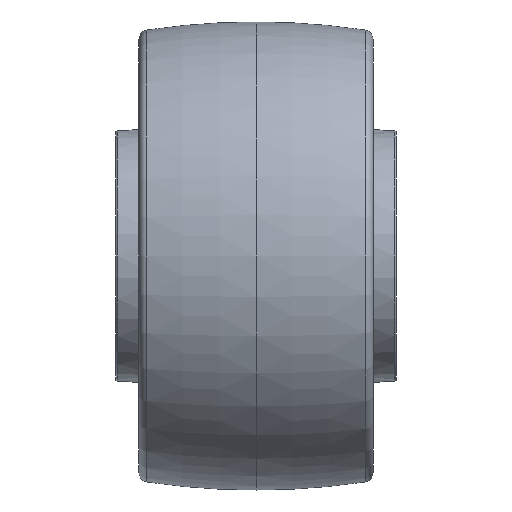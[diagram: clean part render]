
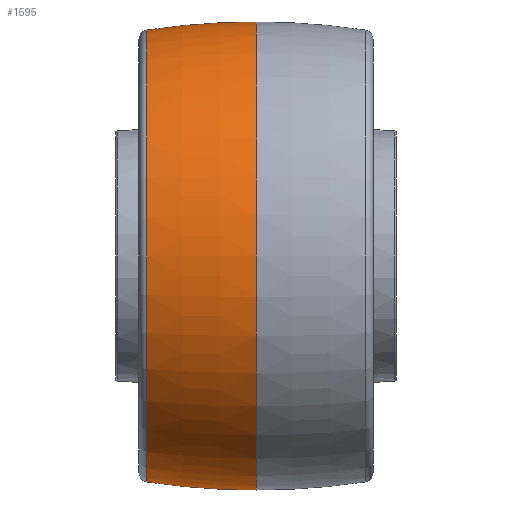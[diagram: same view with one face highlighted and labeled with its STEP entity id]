
A CAD part, front view. The second image highlights one B-rep face of the part: STEP entity #1595.
In plain terms, the highlighted toroidal (fillet/blend) face has major radius 99.999 mm and minor radius 150 mm.
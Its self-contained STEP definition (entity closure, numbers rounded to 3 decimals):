
#38 = EDGE_LOOP ( 'NONE', ( #167, #1599, #1172, #1144 ) ) ;
#93 = FACE_OUTER_BOUND ( 'NONE', #38, .T. ) ;
#160 = AXIS2_PLACEMENT_3D ( 'NONE', #1558, #701, #388 ) ;
#167 = ORIENTED_EDGE ( 'NONE', *, *, #325, .F. ) ;
#267 = CARTESIAN_POINT ( 'NONE',  ( -23.303, 0., 48.27 ) ) ;
#297 = CARTESIAN_POINT ( 'NONE',  ( -0.58, 0., 0. ) ) ;
#325 = EDGE_CURVE ( 'NONE', #1016, #389, #1030, .T. ) ;
#372 = DIRECTION ( 'NONE',  ( 0., 1., 0. ) ) ;
#388 = DIRECTION ( 'NONE',  ( 0., 0., -1. ) ) ;
#389 = VERTEX_POINT ( 'NONE', #1165 ) ;
#434 = AXIS2_PLACEMENT_3D ( 'NONE', #1092, #1670, #1122 ) ;
#437 = DIRECTION ( 'NONE',  ( 0., 0., 1. ) ) ;
#499 = CIRCLE ( 'NONE', #1305, 50. ) ;
#580 = VERTEX_POINT ( 'NONE', #267 ) ;
#653 = CIRCLE ( 'NONE', #160, 48.27 ) ;
#701 = DIRECTION ( 'NONE',  ( 1., 0., 0. ) ) ;
#705 = DIRECTION ( 'NONE',  ( -1., 0., 0. ) ) ;
#837 = CARTESIAN_POINT ( 'NONE',  ( -0.58, 0., 99.999 ) ) ;
#871 = DIRECTION ( 'NONE',  ( -1., 0., 0. ) ) ;
#1016 = VERTEX_POINT ( 'NONE', #1381 ) ;
#1030 = CIRCLE ( 'NONE', #1650, 150. ) ;
#1092 = CARTESIAN_POINT ( 'NONE',  ( -0.58, 0., -99.999 ) ) ;
#1122 = DIRECTION ( 'NONE',  ( 0., 0., -1. ) ) ;
#1128 = TOROIDAL_SURFACE ( 'NONE', #1365, -99.999, 150. ) ;
#1144 = ORIENTED_EDGE ( 'NONE', *, *, #1255, .T. ) ;
#1165 = CARTESIAN_POINT ( 'NONE',  ( -23.303, 0., -48.27 ) ) ;
#1172 = ORIENTED_EDGE ( 'NONE', *, *, #1259, .T. ) ;
#1190 = CARTESIAN_POINT ( 'NONE',  ( 0., 0., 50. ) ) ;
#1248 = CIRCLE ( 'NONE', #434, 150. ) ;
#1255 = EDGE_CURVE ( 'NONE', #580, #389, #653, .T. ) ;
#1259 = EDGE_CURVE ( 'NONE', #1485, #580, #1248, .T. ) ;
#1275 = DIRECTION ( 'NONE',  ( 0., 0., 1. ) ) ;
#1305 = AXIS2_PLACEMENT_3D ( 'NONE', #1746, #705, #1275 ) ;
#1365 = AXIS2_PLACEMENT_3D ( 'NONE', #297, #871, #437 ) ;
#1381 = CARTESIAN_POINT ( 'NONE',  ( 0., 0., -50. ) ) ;
#1485 = VERTEX_POINT ( 'NONE', #1190 ) ;
#1558 = CARTESIAN_POINT ( 'NONE',  ( -23.303, 0., 0. ) ) ;
#1595 = ADVANCED_FACE ( 'NONE', ( #93 ), #1128, .T. ) ;
#1599 = ORIENTED_EDGE ( 'NONE', *, *, #1653, .T. ) ;
#1650 = AXIS2_PLACEMENT_3D ( 'NONE', #837, #372, #1677 ) ;
#1653 = EDGE_CURVE ( 'NONE', #1016, #1485, #499, .T. ) ;
#1670 = DIRECTION ( 'NONE',  ( 0., -1., 0. ) ) ;
#1677 = DIRECTION ( 'NONE',  ( 0., 0., 1. ) ) ;
#1746 = CARTESIAN_POINT ( 'NONE',  ( 0., 0., 0. ) ) ;
